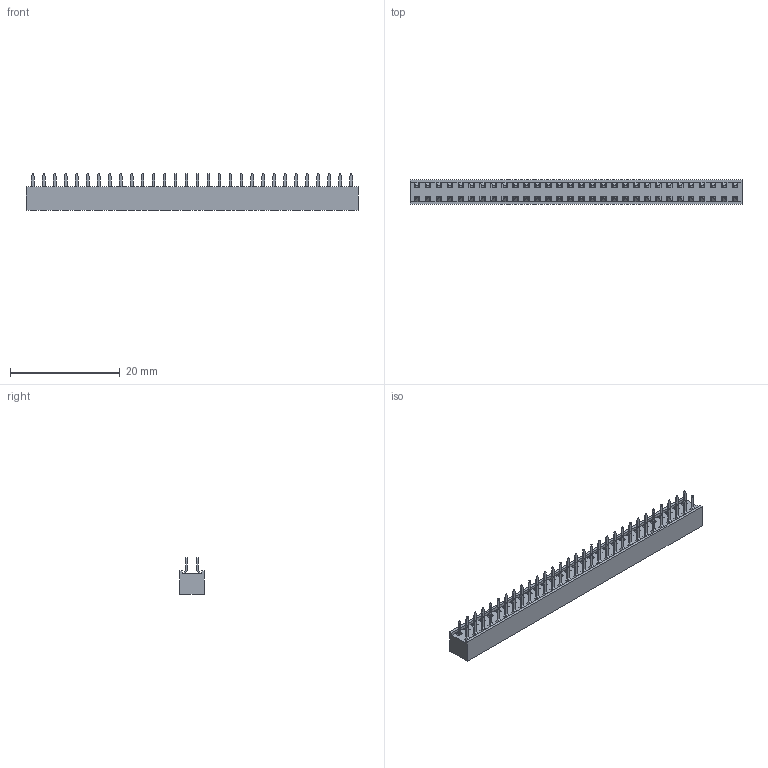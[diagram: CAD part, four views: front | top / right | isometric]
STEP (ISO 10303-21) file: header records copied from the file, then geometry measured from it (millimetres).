
FILE_DESCRIPTION (( 'STEP AP214' ), '1' );
FILE_NAME ('FFH20001-D60S1014K6KÁã¼þ5.STEP', '2024-08-02T01:45:27', ( '' ), ( '' ), 'SwSTEP 2.0', 'SolidWorks 2021', '' );
FILE_SCHEMA (( 'AUTOMOTIVE_DESIGN' ));
Products named in the file (1): FFH20001-D60S1014K6K錨璃5
Bounding box: 60.5 x 4.5 x 6.7 mm (x, y, z)
Volume: 937.7 mm3; surface area: 2641.7 mm2
Topology: 1 solids, 1 shells, 4510 faces, 11064 edges, 6376 vertices
Faces by surface type: plane 3670, cylinder 840
Entity records: 128482 total; most frequent: CARTESIAN_POINT 22311, ORIENTED_EDGE 22128, DIRECTION 21646, EDGE_CURVE 11064, VECTOR 9264, LINE 9264, VERTEX_POINT 6376, AXIS2_PLACEMENT_3D 6191
